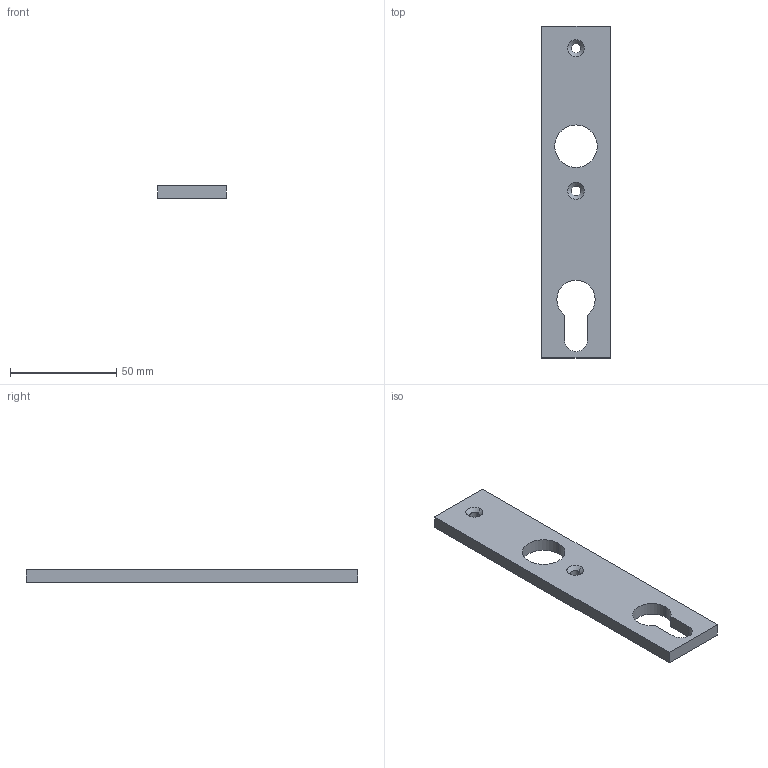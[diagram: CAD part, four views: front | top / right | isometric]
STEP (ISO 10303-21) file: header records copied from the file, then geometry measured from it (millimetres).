
FILE_DESCRIPTION (( 'STEP AP203' ), '1' );
FILE_NAME ('10686.STEP', '2019-07-31T09:44:10', ( '' ), ( '' ), 'SwSTEP 2.0', 'SolidWorks 2015', '' );
FILE_SCHEMA (( 'CONFIG_CONTROL_DESIGN' ));
Length unit declared in the file: millimetre
Products named in the file (1): 10686
Bounding box: 32 x 156 x 6 mm (x, y, z)
Volume: 25354.8 mm3; surface area: 11773.4 mm2
Topology: 1 solids, 1 shells, 201 faces, 530 edges, 352 vertices
Faces by surface type: plane 95, bspline 92, cylinder 10, cone 4
Entity records: 11141 total; most frequent: CARTESIAN_POINT 6680, ORIENTED_EDGE 1060, DIRECTION 590, EDGE_CURVE 530, VERTEX_POINT 352, VECTOR 322, LINE 322, EDGE_LOOP 230
